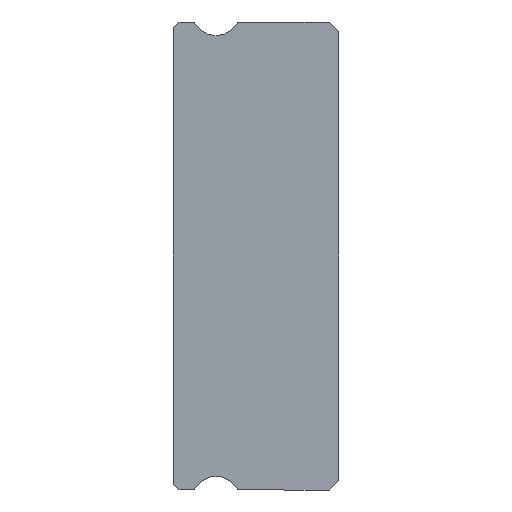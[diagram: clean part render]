
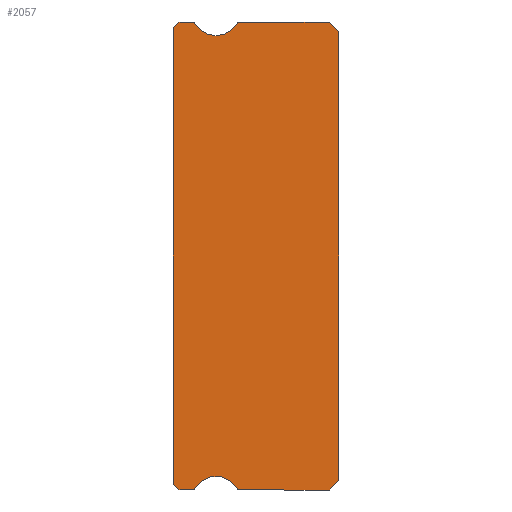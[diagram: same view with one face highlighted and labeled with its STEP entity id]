
A CAD part, left-side view. The second image highlights one B-rep face of the part: STEP entity #2057.
In plain terms, the highlighted planar face has unit normal (-1, 0, 0).
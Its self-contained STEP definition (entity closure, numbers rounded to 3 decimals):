
#46 = DIRECTION ( 'NONE',  ( -1., 0., 0. ) ) ;
#56 = PLANE ( 'NONE',  #4671 ) ;
#100 = CARTESIAN_POINT ( 'NONE',  ( -10., 0.5, 12. ) ) ;
#126 = VERTEX_POINT ( 'NONE', #5991 ) ;
#134 = DIRECTION ( 'NONE',  ( 0., 0., -1. ) ) ;
#135 = ORIENTED_EDGE ( 'NONE', *, *, #1092, .F. ) ;
#198 = CARTESIAN_POINT ( 'NONE',  ( -10., 0., -11.5 ) ) ;
#255 = ORIENTED_EDGE ( 'NONE', *, *, #2570, .F. ) ;
#332 = DIRECTION ( 'NONE',  ( 0., 0., -1. ) ) ;
#343 = CIRCLE ( 'NONE', #5143, 0.15 ) ;
#399 = VECTOR ( 'NONE', #5210, 1000. ) ;
#435 = AXIS2_PLACEMENT_3D ( 'NONE', #3700, #4114, #332 ) ;
#437 = EDGE_CURVE ( 'NONE', #711, #1303, #5010, .T. ) ;
#477 = ORIENTED_EDGE ( 'NONE', *, *, #4549, .T. ) ;
#505 = DIRECTION ( 'NONE',  ( 0., -0.707, -0.707 ) ) ;
#576 = DIRECTION ( 'NONE',  ( 0., 0., -1. ) ) ;
#617 = CARTESIAN_POINT ( 'NONE',  ( -10., 5.217, -11.925 ) ) ;
#629 = ORIENTED_EDGE ( 'NONE', *, *, #2764, .F. ) ;
#711 = VERTEX_POINT ( 'NONE', #3896 ) ;
#817 = ORIENTED_EDGE ( 'NONE', *, *, #1372, .F. ) ;
#824 = LINE ( 'NONE', #2231, #2627 ) ;
#834 = VECTOR ( 'NONE', #1191, 1000. ) ;
#843 = CARTESIAN_POINT ( 'NONE',  ( -10., 8.2, -12. ) ) ;
#871 = VERTEX_POINT ( 'NONE', #5004 ) ;
#914 = EDGE_CURVE ( 'NONE', #3485, #1571, #5128, .T. ) ;
#988 = AXIS2_PLACEMENT_3D ( 'NONE', #5358, #2600, #2571 ) ;
#1092 = EDGE_CURVE ( 'NONE', #1110, #4588, #1487, .T. ) ;
#1110 = VERTEX_POINT ( 'NONE', #100 ) ;
#1146 = ORIENTED_EDGE ( 'NONE', *, *, #5485, .F. ) ;
#1178 = DIRECTION ( 'NONE',  ( 0., -1., 0. ) ) ;
#1191 = DIRECTION ( 'NONE',  ( 0., 0.707, -0.707 ) ) ;
#1228 = LINE ( 'NONE', #4462, #1606 ) ;
#1264 = ORIENTED_EDGE ( 'NONE', *, *, #2896, .F. ) ;
#1272 = CIRCLE ( 'NONE', #988, 0.15 ) ;
#1280 = CARTESIAN_POINT ( 'NONE',  ( -10., 7.512, 12. ) ) ;
#1303 = VERTEX_POINT ( 'NONE', #4800 ) ;
#1365 = AXIS2_PLACEMENT_3D ( 'NONE', #5999, #2245, #5571 ) ;
#1372 = EDGE_CURVE ( 'NONE', #126, #1830, #2584, .T. ) ;
#1477 = CARTESIAN_POINT ( 'NONE',  ( -10., 0., -11.5 ) ) ;
#1487 = LINE ( 'NONE', #1950, #3368 ) ;
#1545 = VERTEX_POINT ( 'NONE', #1280 ) ;
#1571 = VERTEX_POINT ( 'NONE', #1708 ) ;
#1593 = DIRECTION ( 'NONE',  ( 0., 0., -1. ) ) ;
#1606 = VECTOR ( 'NONE', #4975, 1000. ) ;
#1641 = LINE ( 'NONE', #2749, #2206 ) ;
#1683 = DIRECTION ( 'NONE',  ( 0., 0., -1. ) ) ;
#1703 = CARTESIAN_POINT ( 'NONE',  ( -10., 0.5, -12. ) ) ;
#1708 = CARTESIAN_POINT ( 'NONE',  ( -10., 6.3, 11.3 ) ) ;
#1710 = DIRECTION ( 'NONE',  ( 0., 0.707, -0.707 ) ) ;
#1830 = VERTEX_POINT ( 'NONE', #5015 ) ;
#1874 = CARTESIAN_POINT ( 'NONE',  ( -10., 8.2, 12. ) ) ;
#1938 = CARTESIAN_POINT ( 'NONE',  ( -10., 7.512, 11.85 ) ) ;
#1950 = CARTESIAN_POINT ( 'NONE',  ( -10., 0.5, 12. ) ) ;
#1989 = ORIENTED_EDGE ( 'NONE', *, *, #3331, .T. ) ;
#2034 = ORIENTED_EDGE ( 'NONE', *, *, #2619, .T. ) ;
#2045 = ORIENTED_EDGE ( 'NONE', *, *, #4005, .F. ) ;
#2057 = ADVANCED_FACE ( 'NONE', ( #4282 ), #56, .F. ) ;
#2205 = EDGE_CURVE ( 'NONE', #1545, #5257, #1228, .T. ) ;
#2206 = VECTOR ( 'NONE', #4994, 1000. ) ;
#2231 = CARTESIAN_POINT ( 'NONE',  ( -10., 7.512, 12. ) ) ;
#2245 = DIRECTION ( 'NONE',  ( -1., 0., 0. ) ) ;
#2328 = CARTESIAN_POINT ( 'NONE',  ( -10., 7.512, -12. ) ) ;
#2448 = EDGE_CURVE ( 'NONE', #4982, #2779, #3075, .T. ) ;
#2555 = VECTOR ( 'NONE', #1178, 1000. ) ;
#2570 = EDGE_CURVE ( 'NONE', #4930, #3397, #5357, .T. ) ;
#2571 = DIRECTION ( 'NONE',  ( 0., 0., -1. ) ) ;
#2584 = CIRCLE ( 'NONE', #3165, 0.15 ) ;
#2600 = DIRECTION ( 'NONE',  ( 1., 0., 0. ) ) ;
#2619 = EDGE_CURVE ( 'NONE', #5257, #1303, #3089, .T. ) ;
#2627 = VECTOR ( 'NONE', #3261, 1000. ) ;
#2642 = CIRCLE ( 'NONE', #1365, 1.25 ) ;
#2743 = CARTESIAN_POINT ( 'NONE',  ( -10., 7.512, -12. ) ) ;
#2749 = CARTESIAN_POINT ( 'NONE',  ( -10., 0., 11.5 ) ) ;
#2764 = EDGE_CURVE ( 'NONE', #871, #4982, #4271, .T. ) ;
#2779 = VERTEX_POINT ( 'NONE', #4208 ) ;
#2871 = ORIENTED_EDGE ( 'NONE', *, *, #5789, .F. ) ;
#2896 = EDGE_CURVE ( 'NONE', #1545, #3485, #343, .T. ) ;
#2954 = DIRECTION ( 'NONE',  ( 0., 0., -1. ) ) ;
#2978 = DIRECTION ( 'NONE',  ( 1., 0., 0. ) ) ;
#3052 = ORIENTED_EDGE ( 'NONE', *, *, #914, .F. ) ;
#3075 = CIRCLE ( 'NONE', #5047, 1.25 ) ;
#3089 = LINE ( 'NONE', #5900, #5716 ) ;
#3165 = AXIS2_PLACEMENT_3D ( 'NONE', #5387, #2978, #1593 ) ;
#3169 = ORIENTED_EDGE ( 'NONE', *, *, #2448, .F. ) ;
#3223 = EDGE_LOOP ( 'NONE', ( #5965, #477, #4643, #5722, #3169, #629, #1146, #255, #1989, #135, #2871, #817, #2045, #3052, #1264, #4295, #2034 ) ) ;
#3261 = DIRECTION ( 'NONE',  ( 0., -1., 0. ) ) ;
#3264 = DIRECTION ( 'NONE',  ( 1., 0., 0. ) ) ;
#3265 = LINE ( 'NONE', #5149, #399 ) ;
#3307 = CARTESIAN_POINT ( 'NONE',  ( -10., 7.383, 11.925 ) ) ;
#3331 = EDGE_CURVE ( 'NONE', #4930, #4588, #1641, .T. ) ;
#3345 = DIRECTION ( 'NONE',  ( 1., 0., 0. ) ) ;
#3368 = VECTOR ( 'NONE', #505, 1000. ) ;
#3397 = VERTEX_POINT ( 'NONE', #1703 ) ;
#3485 = VERTEX_POINT ( 'NONE', #3307 ) ;
#3498 = VECTOR ( 'NONE', #6051, 1000. ) ;
#3554 = AXIS2_PLACEMENT_3D ( 'NONE', #4937, #4486, #1683 ) ;
#3558 = CARTESIAN_POINT ( 'NONE',  ( -10., 8.5, 11.85 ) ) ;
#3595 = VERTEX_POINT ( 'NONE', #2743 ) ;
#3700 = CARTESIAN_POINT ( 'NONE',  ( -10., 5.088, -11.85 ) ) ;
#3764 = CARTESIAN_POINT ( 'NONE',  ( -10., 7.512, 11.85 ) ) ;
#3880 = DIRECTION ( 'NONE',  ( 0., 0., 1. ) ) ;
#3896 = CARTESIAN_POINT ( 'NONE',  ( -10., 8.5, -11.7 ) ) ;
#4005 = EDGE_CURVE ( 'NONE', #1571, #126, #2642, .T. ) ;
#4114 = DIRECTION ( 'NONE',  ( 1., 0., 0. ) ) ;
#4208 = CARTESIAN_POINT ( 'NONE',  ( -10., 7.383, -11.925 ) ) ;
#4209 = CARTESIAN_POINT ( 'NONE',  ( -10., 0., 11.5 ) ) ;
#4271 = CIRCLE ( 'NONE', #435, 0.15 ) ;
#4282 = FACE_OUTER_BOUND ( 'NONE', #3223, .T. ) ;
#4295 = ORIENTED_EDGE ( 'NONE', *, *, #2205, .T. ) ;
#4342 = EDGE_CURVE ( 'NONE', #2779, #3595, #1272, .T. ) ;
#4442 = VECTOR ( 'NONE', #3880, 1000. ) ;
#4462 = CARTESIAN_POINT ( 'NONE',  ( -10., 8.2, 12. ) ) ;
#4486 = DIRECTION ( 'NONE',  ( -1., 0., 0. ) ) ;
#4549 = EDGE_CURVE ( 'NONE', #711, #4822, #3265, .T. ) ;
#4588 = VERTEX_POINT ( 'NONE', #4209 ) ;
#4643 = ORIENTED_EDGE ( 'NONE', *, *, #4683, .T. ) ;
#4671 = AXIS2_PLACEMENT_3D ( 'NONE', #1938, #3345, #2954 ) ;
#4683 = EDGE_CURVE ( 'NONE', #4822, #3595, #4922, .T. ) ;
#4800 = CARTESIAN_POINT ( 'NONE',  ( -10., 8.5, 11.7 ) ) ;
#4822 = VERTEX_POINT ( 'NONE', #843 ) ;
#4922 = LINE ( 'NONE', #5431, #2555 ) ;
#4930 = VERTEX_POINT ( 'NONE', #1477 ) ;
#4937 = CARTESIAN_POINT ( 'NONE',  ( -10., 6.3, 12.55 ) ) ;
#4975 = DIRECTION ( 'NONE',  ( 0., 1., 0. ) ) ;
#4982 = VERTEX_POINT ( 'NONE', #617 ) ;
#4994 = DIRECTION ( 'NONE',  ( 0., 0., 1. ) ) ;
#5004 = CARTESIAN_POINT ( 'NONE',  ( -10., 5.088, -12. ) ) ;
#5010 = LINE ( 'NONE', #3558, #4442 ) ;
#5015 = CARTESIAN_POINT ( 'NONE',  ( -10., 5.088, 12. ) ) ;
#5047 = AXIS2_PLACEMENT_3D ( 'NONE', #5244, #46, #576 ) ;
#5122 = LINE ( 'NONE', #2328, #3498 ) ;
#5128 = CIRCLE ( 'NONE', #3554, 1.25 ) ;
#5143 = AXIS2_PLACEMENT_3D ( 'NONE', #3764, #3264, #134 ) ;
#5149 = CARTESIAN_POINT ( 'NONE',  ( -10., 8.2, -12. ) ) ;
#5210 = DIRECTION ( 'NONE',  ( 0., -0.707, -0.707 ) ) ;
#5244 = CARTESIAN_POINT ( 'NONE',  ( -10., 6.3, -12.55 ) ) ;
#5257 = VERTEX_POINT ( 'NONE', #1874 ) ;
#5357 = LINE ( 'NONE', #198, #834 ) ;
#5358 = CARTESIAN_POINT ( 'NONE',  ( -10., 7.512, -11.85 ) ) ;
#5387 = CARTESIAN_POINT ( 'NONE',  ( -10., 5.088, 11.85 ) ) ;
#5431 = CARTESIAN_POINT ( 'NONE',  ( -10., 7.512, -12. ) ) ;
#5485 = EDGE_CURVE ( 'NONE', #3397, #871, #5122, .T. ) ;
#5571 = DIRECTION ( 'NONE',  ( 0., 0., -1. ) ) ;
#5716 = VECTOR ( 'NONE', #1710, 1000. ) ;
#5722 = ORIENTED_EDGE ( 'NONE', *, *, #4342, .F. ) ;
#5789 = EDGE_CURVE ( 'NONE', #1830, #1110, #824, .T. ) ;
#5900 = CARTESIAN_POINT ( 'NONE',  ( -10., 8.5, 11.7 ) ) ;
#5965 = ORIENTED_EDGE ( 'NONE', *, *, #437, .F. ) ;
#5991 = CARTESIAN_POINT ( 'NONE',  ( -10., 5.217, 11.925 ) ) ;
#5999 = CARTESIAN_POINT ( 'NONE',  ( -10., 6.3, 12.55 ) ) ;
#6051 = DIRECTION ( 'NONE',  ( 0., 1., 0. ) ) ;
